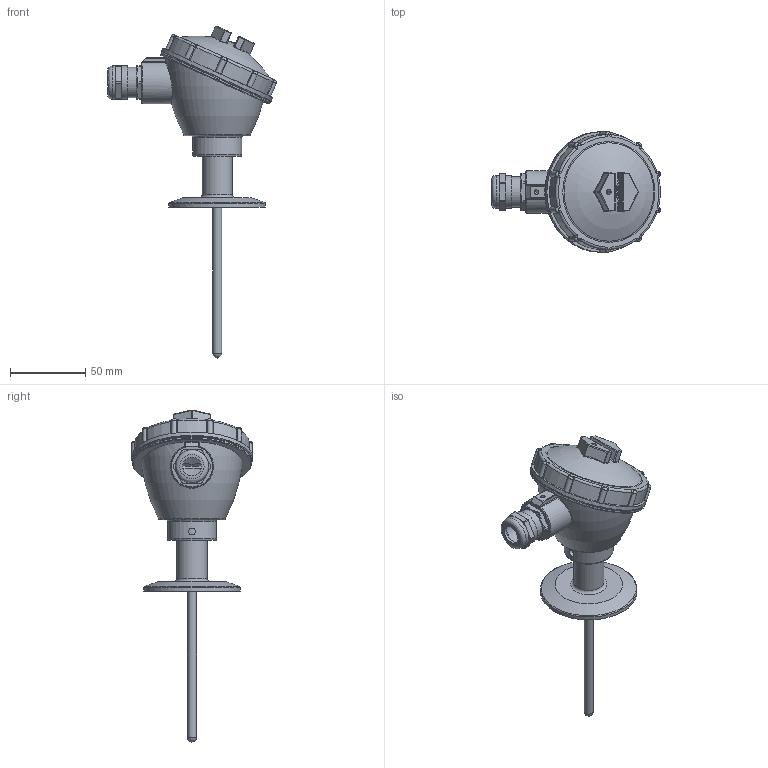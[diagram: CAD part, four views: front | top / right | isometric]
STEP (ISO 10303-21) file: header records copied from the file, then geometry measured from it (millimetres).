
FILE_DESCRIPTION(('STEP AP203'), '1');
FILE_NAME('ﾊﾓﾂﾔ.405210.003.305ﾌ.ﾐﾒ100.0,25.L.ﾌﾃ.ﾈ.ﾕ', '', ('UNSPECIFIED'), ('UNSPECIFIED'), 'ASCON STEP Converter 1.6', 'ASCON Math Kernel', '');
FILE_SCHEMA(('CONFIG_CONTROL_DESIGN'));
Length unit declared in the file: millimetre
Assembly tree (11 placements, depth 3):
  (unnamed)
    (unnamed)
      (unnamed)
      (unnamed)
    (unnamed)
      (unnamed)
      (unnamed)
      (unnamed)
    (unnamed)
      (unnamed)
      (unnamed)
      (unnamed)
Bounding box: 111.99 x 80 x 220.07 mm (x, y, z)
Volume: 95589.2 mm3; surface area: 68381.2 mm2
Topology: 8 solids, 8 shells, 400 faces, 974 edges, 574 vertices
Faces by surface type: cylinder 122, plane 104, bspline 75, torus 68, cone 21, sphere 10
Full cylindrical faces by diameter (mm): 2.85 x1, 3 x1, 3.242 x4, 3.459 x1, 4.459 x1, 5 x1, 5.459 x1, 6 x1, 12.4 x1, 13 x1, 13.3 x1, 15.8 x1, 16 x1, 16.917 x1, 17 x1, 18 x2, 18.376 x2, 20 x4, 22 x2, 32.5 x1, 64 x1, 70 x2, 70.374 x1, 72 x1, 74.7 x1, 79 x1, 80 x1
Entity records: 26644 total; most frequent: CARTESIAN_POINT 14292, DIRECTION 1746, ORIENTED_EDGE 1710, EDGE_CURVE 855, AXIS2_PLACEMENT_3D 785, VERTEX_POINT 567, EDGE_LOOP 514, CIRCLE 448
